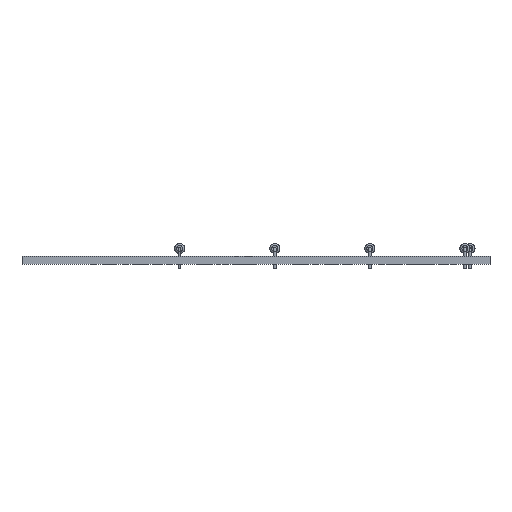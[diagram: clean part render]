
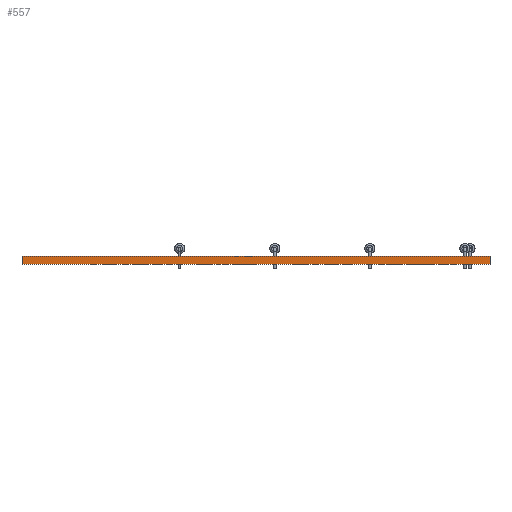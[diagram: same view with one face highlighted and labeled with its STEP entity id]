
A CAD part, front view. The second image highlights one B-rep face of the part: STEP entity #557.
In plain terms, the highlighted planar face has unit normal (0, -1, 0).
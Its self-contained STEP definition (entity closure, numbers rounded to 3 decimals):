
#557 = ADVANCED_FACE('',(#558),#592,.T.);
#558 = FACE_BOUND('',#559,.T.);
#559 = EDGE_LOOP('',(#560,#570,#578,#586));
#560 = ORIENTED_EDGE('',*,*,#561,.T.);
#561 = EDGE_CURVE('',#562,#564,#566,.T.);
#562 = VERTEX_POINT('',#563);
#563 = CARTESIAN_POINT('',(196.5,-141.5,0.));
#564 = VERTEX_POINT('',#565);
#565 = CARTESIAN_POINT('',(196.5,-141.5,1.6));
#566 = LINE('',#567,#568);
#567 = CARTESIAN_POINT('',(196.5,-141.5,0.));
#568 = VECTOR('',#569,1.);
#569 = DIRECTION('',(0.,0.,1.));
#570 = ORIENTED_EDGE('',*,*,#571,.T.);
#571 = EDGE_CURVE('',#564,#572,#574,.T.);
#572 = VERTEX_POINT('',#573);
#573 = CARTESIAN_POINT('',(103.,-141.5,1.6));
#574 = LINE('',#575,#576);
#575 = CARTESIAN_POINT('',(196.5,-141.5,1.6));
#576 = VECTOR('',#577,1.);
#577 = DIRECTION('',(-1.,0.,0.));
#578 = ORIENTED_EDGE('',*,*,#579,.F.);
#579 = EDGE_CURVE('',#580,#572,#582,.T.);
#580 = VERTEX_POINT('',#581);
#581 = CARTESIAN_POINT('',(103.,-141.5,0.));
#582 = LINE('',#583,#584);
#583 = CARTESIAN_POINT('',(103.,-141.5,0.));
#584 = VECTOR('',#585,1.);
#585 = DIRECTION('',(0.,0.,1.));
#586 = ORIENTED_EDGE('',*,*,#587,.F.);
#587 = EDGE_CURVE('',#562,#580,#588,.T.);
#588 = LINE('',#589,#590);
#589 = CARTESIAN_POINT('',(196.5,-141.5,0.));
#590 = VECTOR('',#591,1.);
#591 = DIRECTION('',(-1.,0.,0.));
#592 = PLANE('',#593);
#593 = AXIS2_PLACEMENT_3D('',#594,#595,#596);
#594 = CARTESIAN_POINT('',(196.5,-141.5,0.));
#595 = DIRECTION('',(0.,-1.,0.));
#596 = DIRECTION('',(-1.,0.,0.));
